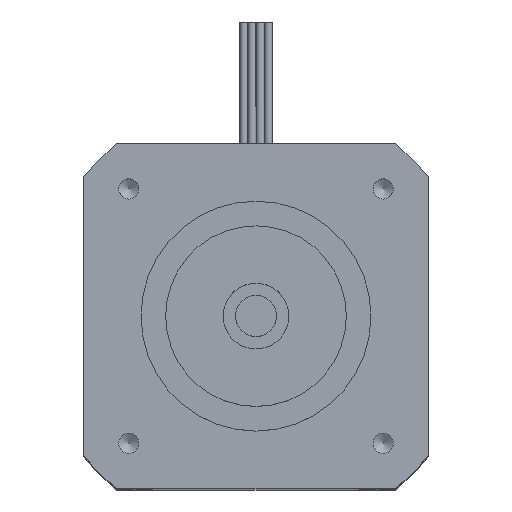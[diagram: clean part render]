
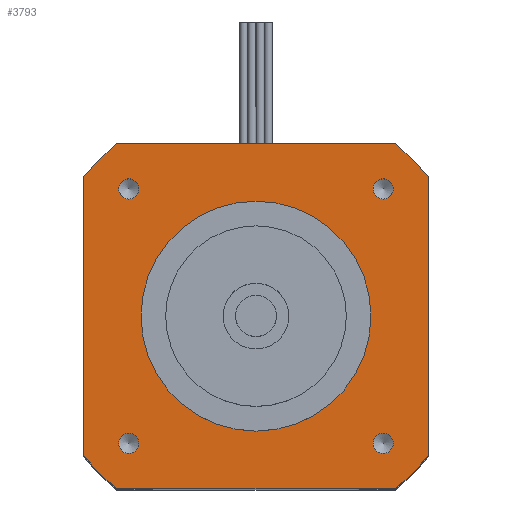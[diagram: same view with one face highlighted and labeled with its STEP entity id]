
A CAD part, top view. The second image highlights one B-rep face of the part: STEP entity #3793.
In plain terms, the highlighted planar face has unit normal (0, 0, 1).
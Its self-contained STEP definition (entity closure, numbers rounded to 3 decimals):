
#303=LINE('',#5987,#489);
#306=LINE('',#5995,#492);
#310=LINE('',#6004,#496);
#312=LINE('',#6010,#498);
#489=VECTOR('',#4710,33.941);
#492=VECTOR('',#4719,33.941);
#496=VECTOR('',#4729,33.941);
#498=VECTOR('',#4737,33.941);
#715=PLANE('',#4093);
#821=FACE_BOUND('',#1201,.T.);
#822=FACE_BOUND('',#1202,.T.);
#823=FACE_BOUND('',#1203,.T.);
#824=FACE_BOUND('',#1204,.T.);
#825=FACE_BOUND('',#1205,.T.);
#929=FACE_OUTER_BOUND('',#1200,.T.);
#1200=EDGE_LOOP('',(#2741,#2742,#2743,#2744,#2745,#2746,#2747,#2748));
#1201=EDGE_LOOP('',(#2749));
#1202=EDGE_LOOP('',(#2750));
#1203=EDGE_LOOP('',(#2751));
#1204=EDGE_LOOP('',(#2752));
#1205=EDGE_LOOP('',(#2753));
#1510=CIRCLE('',#4050,14.);
#1511=CIRCLE('',#4052,1.23);
#1513=CIRCLE('',#4055,1.23);
#1515=CIRCLE('',#4058,1.23);
#1517=CIRCLE('',#4061,1.23);
#1523=CIRCLE('',#4082,27.);
#1524=CIRCLE('',#4085,27.);
#1525=CIRCLE('',#4088,27.);
#1526=CIRCLE('',#4091,27.);
#1750=VERTEX_POINT('',#5887);
#1751=VERTEX_POINT('',#5890);
#1753=VERTEX_POINT('',#5895);
#1755=VERTEX_POINT('',#5900);
#1757=VERTEX_POINT('',#5905);
#1783=VERTEX_POINT('',#5980);
#1784=VERTEX_POINT('',#5982);
#1785=VERTEX_POINT('',#5986);
#1786=VERTEX_POINT('',#5990);
#1787=VERTEX_POINT('',#5994);
#1788=VERTEX_POINT('',#5998);
#1789=VERTEX_POINT('',#6002);
#1790=VERTEX_POINT('',#6006);
#2111=EDGE_CURVE('',#1750,#1750,#1510,.T.);
#2112=EDGE_CURVE('',#1751,#1751,#1511,.T.);
#2114=EDGE_CURVE('',#1753,#1753,#1513,.T.);
#2116=EDGE_CURVE('',#1755,#1755,#1515,.T.);
#2118=EDGE_CURVE('',#1757,#1757,#1517,.T.);
#2153=EDGE_CURVE('',#1783,#1784,#1523,.T.);
#2155=EDGE_CURVE('',#1784,#1785,#303,.T.);
#2157=EDGE_CURVE('',#1786,#1785,#1524,.T.);
#2159=EDGE_CURVE('',#1786,#1787,#306,.T.);
#2161=EDGE_CURVE('',#1788,#1787,#1525,.T.);
#2164=EDGE_CURVE('',#1788,#1789,#310,.T.);
#2165=EDGE_CURVE('',#1790,#1789,#1526,.T.);
#2167=EDGE_CURVE('',#1790,#1783,#312,.T.);
#2741=ORIENTED_EDGE('',*,*,#2167,.F.);
#2742=ORIENTED_EDGE('',*,*,#2165,.T.);
#2743=ORIENTED_EDGE('',*,*,#2164,.F.);
#2744=ORIENTED_EDGE('',*,*,#2161,.T.);
#2745=ORIENTED_EDGE('',*,*,#2159,.F.);
#2746=ORIENTED_EDGE('',*,*,#2157,.T.);
#2747=ORIENTED_EDGE('',*,*,#2155,.F.);
#2748=ORIENTED_EDGE('',*,*,#2153,.F.);
#2749=ORIENTED_EDGE('',*,*,#2112,.T.);
#2750=ORIENTED_EDGE('',*,*,#2114,.T.);
#2751=ORIENTED_EDGE('',*,*,#2116,.T.);
#2752=ORIENTED_EDGE('',*,*,#2118,.T.);
#2753=ORIENTED_EDGE('',*,*,#2111,.F.);
#3793=ADVANCED_FACE('',(#929,#821,#822,#823,#824,#825),#715,.T.);
#4050=AXIS2_PLACEMENT_3D('',#5888,#4612,#4613);
#4052=AXIS2_PLACEMENT_3D('',#5891,#4616,#4617);
#4055=AXIS2_PLACEMENT_3D('',#5896,#4622,#4623);
#4058=AXIS2_PLACEMENT_3D('',#5901,#4628,#4629);
#4061=AXIS2_PLACEMENT_3D('',#5906,#4634,#4635);
#4082=AXIS2_PLACEMENT_3D('',#5983,#4705,#4706);
#4085=AXIS2_PLACEMENT_3D('',#5991,#4714,#4715);
#4088=AXIS2_PLACEMENT_3D('',#5999,#4723,#4724);
#4091=AXIS2_PLACEMENT_3D('',#6007,#4732,#4733);
#4093=AXIS2_PLACEMENT_3D('',#6011,#4738,#4739);
#4612=DIRECTION('center_axis',(0.,0.,1.));
#4613=DIRECTION('ref_axis',(1.,0.,0.));
#4616=DIRECTION('center_axis',(0.,0.,-1.));
#4617=DIRECTION('ref_axis',(-1.,0.,0.));
#4622=DIRECTION('center_axis',(0.,0.,-1.));
#4623=DIRECTION('ref_axis',(-1.,0.,0.));
#4628=DIRECTION('center_axis',(0.,0.,-1.));
#4629=DIRECTION('ref_axis',(-1.,0.,0.));
#4634=DIRECTION('center_axis',(0.,0.,-1.));
#4635=DIRECTION('ref_axis',(-1.,0.,0.));
#4705=DIRECTION('center_axis',(0.,0.,-1.));
#4706=DIRECTION('ref_axis',(1.,0.,0.));
#4710=DIRECTION('',(-1.,0.,0.));
#4714=DIRECTION('center_axis',(0.,0.,1.));
#4715=DIRECTION('ref_axis',(1.,0.,0.));
#4719=DIRECTION('',(0.,1.,0.));
#4723=DIRECTION('center_axis',(0.,0.,1.));
#4724=DIRECTION('ref_axis',(1.,0.,0.));
#4729=DIRECTION('',(1.,0.,0.));
#4732=DIRECTION('center_axis',(0.,0.,1.));
#4733=DIRECTION('ref_axis',(1.,0.,0.));
#4737=DIRECTION('',(0.,-1.,0.));
#4738=DIRECTION('center_axis',(0.,0.,1.));
#4739=DIRECTION('ref_axis',(1.,0.,0.));
#5887=CARTESIAN_POINT('',(14.,0.,11.));
#5888=CARTESIAN_POINT('Origin',(0.,0.,11.));
#5890=CARTESIAN_POINT('',(-16.73,-15.5,11.));
#5891=CARTESIAN_POINT('Origin',(-15.5,-15.5,11.));
#5895=CARTESIAN_POINT('',(14.271,-15.5,11.));
#5896=CARTESIAN_POINT('Origin',(15.5,-15.5,11.));
#5900=CARTESIAN_POINT('',(-16.73,15.5,11.));
#5901=CARTESIAN_POINT('Origin',(-15.5,15.5,11.));
#5905=CARTESIAN_POINT('',(14.271,15.5,11.));
#5906=CARTESIAN_POINT('Origin',(15.5,15.5,11.));
#5980=CARTESIAN_POINT('',(21.,-16.971,11.));
#5982=CARTESIAN_POINT('',(16.971,-21.,11.));
#5983=CARTESIAN_POINT('Origin',(0.,0.,11.));
#5986=CARTESIAN_POINT('',(-16.971,-21.,11.));
#5987=CARTESIAN_POINT('',(16.971,-21.,11.));
#5990=CARTESIAN_POINT('',(-21.,-16.971,11.));
#5991=CARTESIAN_POINT('Origin',(0.,0.,11.));
#5994=CARTESIAN_POINT('',(-21.,16.971,11.));
#5995=CARTESIAN_POINT('',(-21.,-16.971,11.));
#5998=CARTESIAN_POINT('',(-16.971,21.,11.));
#5999=CARTESIAN_POINT('Origin',(0.,0.,11.));
#6002=CARTESIAN_POINT('',(16.971,21.,11.));
#6004=CARTESIAN_POINT('',(-16.971,21.,11.));
#6006=CARTESIAN_POINT('',(21.,16.971,11.));
#6007=CARTESIAN_POINT('Origin',(0.,0.,11.));
#6010=CARTESIAN_POINT('',(21.,16.971,11.));
#6011=CARTESIAN_POINT('Origin',(0.,0.,11.));
